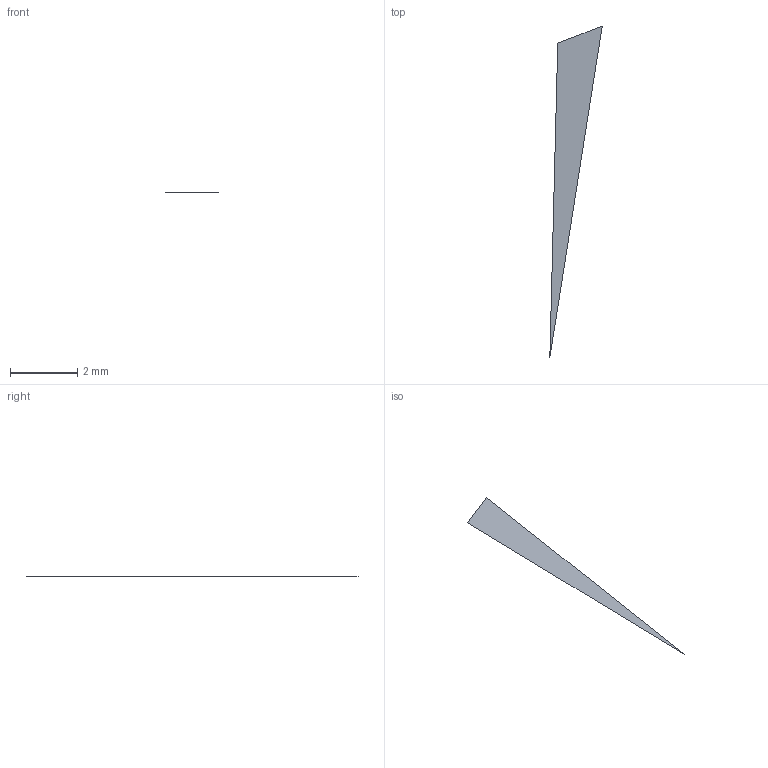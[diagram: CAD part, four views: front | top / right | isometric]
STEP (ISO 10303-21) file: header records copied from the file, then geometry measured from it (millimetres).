
FILE_DESCRIPTION (( 'STEP AP203' ), '1' );
FILE_NAME ('planetary_gear_core_5-2S15.step', '2023-09-03T17:26:36', ( '' ), ( '' ), 'SwSTEP 2.0', 'SolidWorks 2023', '' );
FILE_SCHEMA (( 'CONFIG_CONTROL_DESIGN' ));
Length unit declared in the file: millimetre
Products named in the file (1): planetary_gear_core_5-2S15
Bounding box: 1.55 x 9.86 x 0 mm (x, y, z)
Surface area: 6.1 mm2 (no closed solid volume)
Topology: 0 solids, 1 shells, 1 faces, 3 edges, 3 vertices
Faces by surface type: plane 1
Entity records: 117 total; most frequent: PERSON_AND_ORGANIZATION 8, CARTESIAN_POINT 8, DIRECTION 7, DATE_AND_TIME 5, PERSON_AND_ORGANIZATION_ROLE 5, CC_DESIGN_PERSON_AND_ORGANIZATION_ASSIGNMENT 5, CALENDAR_DATE 5, LOCAL_TIME 5
